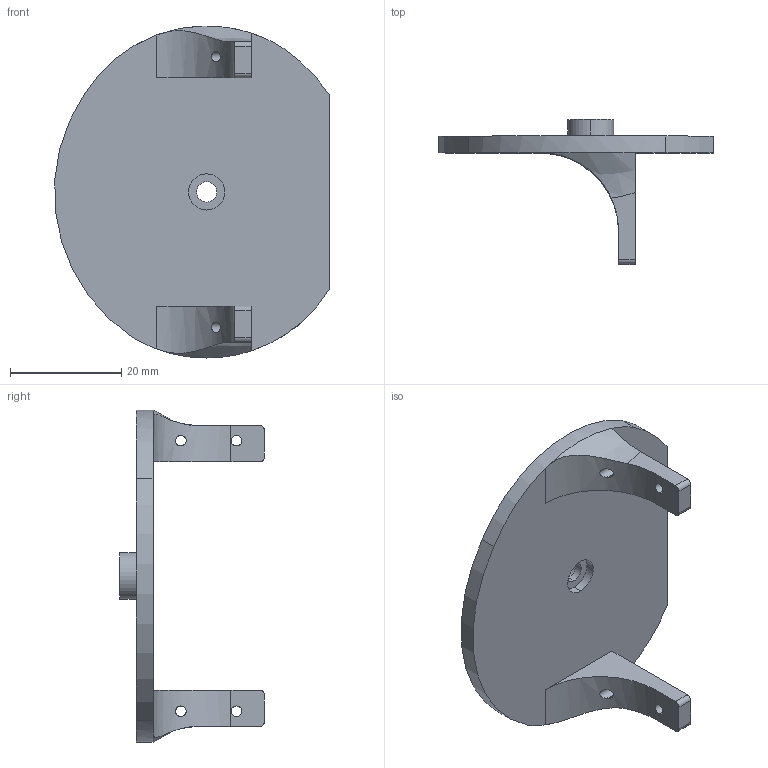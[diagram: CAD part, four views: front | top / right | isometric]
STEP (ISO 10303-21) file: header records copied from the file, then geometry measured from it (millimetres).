
FILE_DESCRIPTION (( 'STEP AP214' ), '1' );
FILE_NAME ('axis1.2_servo_connect_v3.STEP', '2019-10-22T11:58:27', ( '' ), ( '' ), 'SwSTEP 2.0', 'SolidWorks 2017', '' );
FILE_SCHEMA (( 'AUTOMOTIVE_DESIGN' ));
Length unit declared in the file: millimetre
Products named in the file (1): axis1.2_servo_connect_v3
Bounding box: 49.27 x 26 x 59.63 mm (x, y, z)
Volume: 8714.1 mm3; surface area: 6464.2 mm2
Topology: 1 solids, 1 shells, 45 faces, 116 edges, 76 vertices
Faces by surface type: cylinder 27, plane 16, bspline 2
Entity records: 1734 total; most frequent: CARTESIAN_POINT 554, DIRECTION 248, ORIENTED_EDGE 232, EDGE_CURVE 116, AXIS2_PLACEMENT_3D 98, VERTEX_POINT 76, EDGE_LOOP 58, CIRCLE 54
